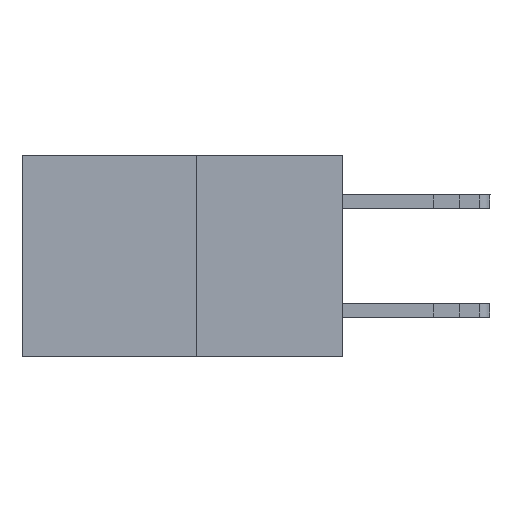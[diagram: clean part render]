
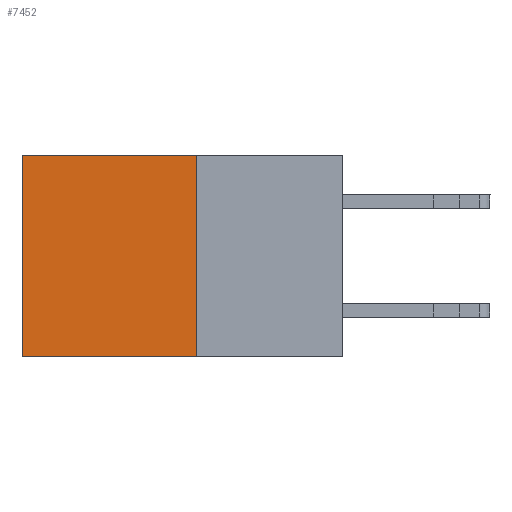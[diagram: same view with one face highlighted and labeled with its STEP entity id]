
A CAD part, left-side view. The second image highlights one B-rep face of the part: STEP entity #7452.
In plain terms, the highlighted planar face has unit normal (-1, 0, 0).
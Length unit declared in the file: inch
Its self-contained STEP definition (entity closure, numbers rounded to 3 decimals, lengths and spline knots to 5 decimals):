
#61 = CARTESIAN_POINT ( 'NONE',  ( 0.277, 0.59, 0. ) ) ;
#883 = LINE ( 'NONE', #23524, #22904 ) ;
#1914 = ORIENTED_EDGE ( 'NONE', *, *, #18213, .F. ) ;
#2705 = VERTEX_POINT ( 'NONE', #17019 ) ;
#3100 = DIRECTION ( 'NONE',  ( 1., 0., 0. ) ) ;
#3591 = PLANE ( 'NONE',  #16464 ) ;
#3960 = VECTOR ( 'NONE', #4329, 39.37008 ) ;
#4329 = DIRECTION ( 'NONE',  ( 0., 1., 0. ) ) ;
#4671 = LINE ( 'NONE', #21522, #11141 ) ;
#4778 = EDGE_LOOP ( 'NONE', ( #8507, #13058, #1914, #16649 ) ) ;
#5390 = CARTESIAN_POINT ( 'NONE',  ( 0.277, 0.27, -0.37 ) ) ;
#7452 = ADVANCED_FACE ( 'NONE', ( #16456 ), #3591, .F. ) ;
#8507 = ORIENTED_EDGE ( 'NONE', *, *, #13836, .T. ) ;
#10471 = DIRECTION ( 'NONE',  ( 0., 1., 0. ) ) ;
#10724 = LINE ( 'NONE', #16324, #11994 ) ;
#11141 = VECTOR ( 'NONE', #10471, 39.37008 ) ;
#11786 = EDGE_CURVE ( 'NONE', #20008, #2705, #4671, .T. ) ;
#11994 = VECTOR ( 'NONE', #23201, 39.37008 ) ;
#12161 = CARTESIAN_POINT ( 'NONE',  ( 0.277, 0.27, 0. ) ) ;
#13058 = ORIENTED_EDGE ( 'NONE', *, *, #11786, .F. ) ;
#13836 = EDGE_CURVE ( 'NONE', #15870, #2705, #10724, .T. ) ;
#15870 = VERTEX_POINT ( 'NONE', #61 ) ;
#16324 = CARTESIAN_POINT ( 'NONE',  ( 0.277, 0.59, -0.37 ) ) ;
#16456 = FACE_OUTER_BOUND ( 'NONE', #4778, .T. ) ;
#16464 = AXIS2_PLACEMENT_3D ( 'NONE', #5390, #3100, #23816 ) ;
#16649 = ORIENTED_EDGE ( 'NONE', *, *, #21179, .T. ) ;
#17019 = CARTESIAN_POINT ( 'NONE',  ( 0.277, 0.59, -0.37 ) ) ;
#18213 = EDGE_CURVE ( 'NONE', #20334, #20008, #883, .T. ) ;
#19115 = CARTESIAN_POINT ( 'NONE',  ( 0.277, 0.27, 0. ) ) ;
#20008 = VERTEX_POINT ( 'NONE', #20275 ) ;
#20275 = CARTESIAN_POINT ( 'NONE',  ( 0.277, 0.27, -0.37 ) ) ;
#20334 = VERTEX_POINT ( 'NONE', #12161 ) ;
#21179 = EDGE_CURVE ( 'NONE', #20334, #15870, #23108, .T. ) ;
#21207 = DIRECTION ( 'NONE',  ( 0., 0., -1. ) ) ;
#21522 = CARTESIAN_POINT ( 'NONE',  ( 0.277, 0.27, -0.37 ) ) ;
#22904 = VECTOR ( 'NONE', #21207, 39.37008 ) ;
#23108 = LINE ( 'NONE', #19115, #3960 ) ;
#23201 = DIRECTION ( 'NONE',  ( 0., 0., -1. ) ) ;
#23524 = CARTESIAN_POINT ( 'NONE',  ( 0.277, 0.27, -0.37 ) ) ;
#23816 = DIRECTION ( 'NONE',  ( 0., 0., -1. ) ) ;
